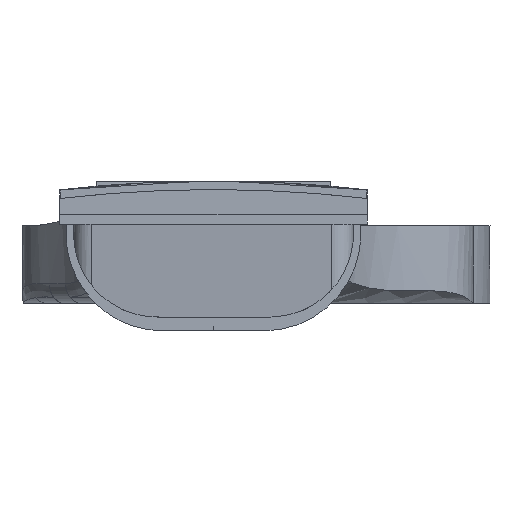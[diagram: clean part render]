
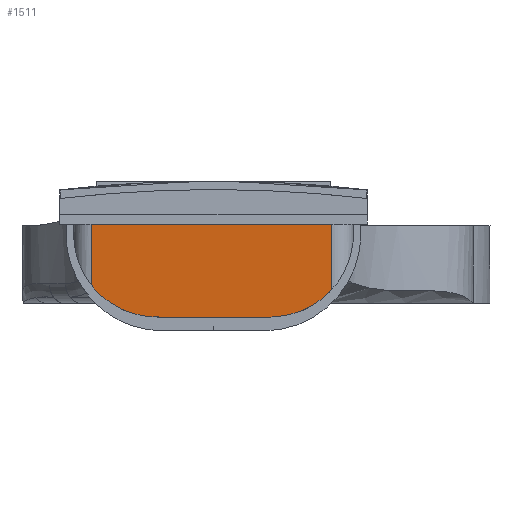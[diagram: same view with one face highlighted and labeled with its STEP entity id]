
A CAD part, left-side view. The second image highlights one B-rep face of the part: STEP entity #1511.
In plain terms, the highlighted face is planar.
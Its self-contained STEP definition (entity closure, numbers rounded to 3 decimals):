
#23 = CARTESIAN_POINT ( 'NONE',  ( 19.961, 482.608, 24.446 ) ) ;
#409 = EDGE_LOOP ( 'NONE', ( #4940, #8046, #5291, #7061 ) ) ;
#732 = CARTESIAN_POINT ( 'NONE',  ( 47.682, 485.521, 22.514 ) ) ;
#749 = EDGE_CURVE ( 'NONE', #10666, #12325, #13009, .T. ) ;
#1219 = CARTESIAN_POINT ( 'NONE',  ( 18.514, 482.456, 24.381 ) ) ;
#1511 = ADVANCED_FACE ( 'NONE', ( #6677 ), #2180, .F. ) ;
#1528 = CARTESIAN_POINT ( 'NONE',  ( 39.307, 484.641, 24.446 ) ) ;
#1869 = CARTESIAN_POINT ( 'NONE',  ( 42.21, 484.946, 24.332 ) ) ;
#2014 = VECTOR ( 'NONE', #11190, 1000. ) ;
#2180 = PLANE ( 'NONE',  #5991 ) ;
#2346 = CARTESIAN_POINT ( 'NONE',  ( 33.503, 484.031, 24.446 ) ) ;
#2420 = CARTESIAN_POINT ( 'NONE',  ( 19.719, 482.582, 24.445 ) ) ;
#2425 = VECTOR ( 'NONE', #11724, 1000. ) ;
#2871 = B_SPLINE_CURVE_WITH_KNOTS ( 'NONE', 3,
 ( #5716, #11604, #6837, #4813, #8027, #13922, #13780, #7131, #5794, #11383, #10272, #3531, #6912, #1219, #11680, #2420, #23, #3610, #6983, #4582, #8177, #13704, #12580, #2346, #11460, #13162, #1528, #11057, #2935, #9793, #14350, #4117, #1869, #6104, #14279, #7694, #13369, #10650, #732, #10009, #8676, #8754, #13235, #7558, #4254, #6441 ),
 .UNSPECIFIED., .F., .F.,
 ( 4, 2, 2, 2, 2, 2, 2, 2, 2, 1, 2, 2, 2, 1, 2, 2, 2, 2, 2, 2, 2, 2, 2, 4 ),
 ( 0.011, 0.014, 0.016, 0.017, 0.02, 0.022, 0.023, 0.025, 0.025, 0.026, 0.029, 0.035, 0.041, 0.044, 0.045, 0.046, 0.047, 0.048, 0.049, 0.052, 0.054, 0.055, 0.057, 0.058 ),
 .UNSPECIFIED. ) ;
#2935 = CARTESIAN_POINT ( 'NONE',  ( 40.274, 484.743, 24.448 ) ) ;
#2941 = DIRECTION ( 'NONE',  ( 0.995, 0.105, 0. ) ) ;
#3005 = EDGE_CURVE ( 'NONE', #9774, #10604, #3410, .T. ) ;
#3296 = CARTESIAN_POINT ( 'NONE',  ( 57.767, 486.582, 35.5 ) ) ;
#3410 = LINE ( 'NONE', #12160, #2014 ) ;
#3531 = CARTESIAN_POINT ( 'NONE',  ( 17.077, 482.305, 24.17 ) ) ;
#3610 = CARTESIAN_POINT ( 'NONE',  ( 20.444, 482.659, 24.446 ) ) ;
#4117 = CARTESIAN_POINT ( 'NONE',  ( 41.724, 484.895, 24.386 ) ) ;
#4254 = CARTESIAN_POINT ( 'NONE',  ( 51.108, 485.882, 19.858 ) ) ;
#4256 = CARTESIAN_POINT ( 'NONE',  ( 51.434, 485.916, 7.782 ) ) ;
#4582 = CARTESIAN_POINT ( 'NONE',  ( 22.863, 482.913, 24.446 ) ) ;
#4724 = CARTESIAN_POINT ( 'NONE',  ( 51.434, 485.916, 19.497 ) ) ;
#4813 = CARTESIAN_POINT ( 'NONE',  ( 10.5, 481.614, 21.081 ) ) ;
#4940 = ORIENTED_EDGE ( 'NONE', *, *, #7808, .F. ) ;
#5291 = ORIENTED_EDGE ( 'NONE', *, *, #13218, .T. ) ;
#5600 = CARTESIAN_POINT ( 'NONE',  ( 8.124, 481.364, 18.636 ) ) ;
#5716 = CARTESIAN_POINT ( 'NONE',  ( 8.124, 481.364, 18.636 ) ) ;
#5794 = CARTESIAN_POINT ( 'NONE',  ( 14.258, 482.008, 23.347 ) ) ;
#5991 = AXIS2_PLACEMENT_3D ( 'NONE', #3296, #6832, #12405 ) ;
#6104 = CARTESIAN_POINT ( 'NONE',  ( 43.168, 485.047, 24.178 ) ) ;
#6441 = CARTESIAN_POINT ( 'NONE',  ( 51.434, 485.916, 19.497 ) ) ;
#6677 = FACE_OUTER_BOUND ( 'NONE', #409, .T. ) ;
#6832 = DIRECTION ( 'NONE',  ( 0.105, -0.995, 0. ) ) ;
#6837 = CARTESIAN_POINT ( 'NONE',  ( 9.397, 481.498, 20.122 ) ) ;
#6912 = CARTESIAN_POINT ( 'NONE',  ( 17.555, 482.355, 24.256 ) ) ;
#6983 = CARTESIAN_POINT ( 'NONE',  ( 21.654, 482.786, 24.446 ) ) ;
#7061 = ORIENTED_EDGE ( 'NONE', *, *, #3005, .T. ) ;
#7131 = CARTESIAN_POINT ( 'NONE',  ( 13.372, 481.915, 22.948 ) ) ;
#7545 = VECTOR ( 'NONE', #2941, 1000. ) ;
#7558 = CARTESIAN_POINT ( 'NONE',  ( 50.763, 485.845, 20.205 ) ) ;
#7694 = CARTESIAN_POINT ( 'NONE',  ( 45.036, 485.243, 23.713 ) ) ;
#7808 = EDGE_CURVE ( 'NONE', #12325, #10604, #11896, .T. ) ;
#8027 = CARTESIAN_POINT ( 'NONE',  ( 10.884, 481.654, 21.384 ) ) ;
#8046 = ORIENTED_EDGE ( 'NONE', *, *, #749, .F. ) ;
#8177 = CARTESIAN_POINT ( 'NONE',  ( 25.765, 483.218, 24.446 ) ) ;
#8676 = CARTESIAN_POINT ( 'NONE',  ( 48.906, 485.65, 21.741 ) ) ;
#8754 = CARTESIAN_POINT ( 'NONE',  ( 49.677, 485.731, 21.164 ) ) ;
#9774 = VERTEX_POINT ( 'NONE', #4724 ) ;
#9793 = CARTESIAN_POINT ( 'NONE',  ( 40.758, 484.794, 24.441 ) ) ;
#10009 = CARTESIAN_POINT ( 'NONE',  ( 48.507, 485.608, 22.012 ) ) ;
#10272 = CARTESIAN_POINT ( 'NONE',  ( 16.124, 482.205, 23.95 ) ) ;
#10604 = VERTEX_POINT ( 'NONE', #4256 ) ;
#10650 = CARTESIAN_POINT ( 'NONE',  ( 47.253, 485.476, 22.748 ) ) ;
#10666 = VERTEX_POINT ( 'NONE', #5600 ) ;
#11057 = CARTESIAN_POINT ( 'NONE',  ( 40.032, 484.718, 24.446 ) ) ;
#11190 = DIRECTION ( 'NONE',  ( 0., 0., -1. ) ) ;
#11383 = CARTESIAN_POINT ( 'NONE',  ( 15.648, 482.155, 23.815 ) ) ;
#11460 = CARTESIAN_POINT ( 'NONE',  ( 36.405, 484.336, 24.446 ) ) ;
#11604 = CARTESIAN_POINT ( 'NONE',  ( 8.727, 481.427, 19.414 ) ) ;
#11680 = CARTESIAN_POINT ( 'NONE',  ( 18.995, 482.506, 24.421 ) ) ;
#11724 = DIRECTION ( 'NONE',  ( 0., 0., -1. ) ) ;
#11879 = CARTESIAN_POINT ( 'NONE',  ( 8.124, 481.364, 27.782 ) ) ;
#11896 = LINE ( 'NONE', #14360, #7545 ) ;
#12160 = CARTESIAN_POINT ( 'NONE',  ( 51.434, 485.916, 27.782 ) ) ;
#12325 = VERTEX_POINT ( 'NONE', #13702 ) ;
#12405 = DIRECTION ( 'NONE',  ( 0.995, 0.105, 0. ) ) ;
#12580 = CARTESIAN_POINT ( 'NONE',  ( 31.568, 483.828, 24.446 ) ) ;
#13009 = LINE ( 'NONE', #11879, #2425 ) ;
#13162 = CARTESIAN_POINT ( 'NONE',  ( 37.856, 484.489, 24.446 ) ) ;
#13218 = EDGE_CURVE ( 'NONE', #10666, #9774, #2871, .T. ) ;
#13235 = CARTESIAN_POINT ( 'NONE',  ( 50.048, 485.77, 20.857 ) ) ;
#13369 = CARTESIAN_POINT ( 'NONE',  ( 45.94, 485.338, 23.382 ) ) ;
#13702 = CARTESIAN_POINT ( 'NONE',  ( 8.124, 481.364, 7.782 ) ) ;
#13704 = CARTESIAN_POINT ( 'NONE',  ( 27.699, 483.421, 24.446 ) ) ;
#13780 = CARTESIAN_POINT ( 'NONE',  ( 12.102, 481.782, 22.22 ) ) ;
#13922 = CARTESIAN_POINT ( 'NONE',  ( 11.687, 481.738, 21.955 ) ) ;
#14279 = CARTESIAN_POINT ( 'NONE',  ( 43.64, 485.097, 24.078 ) ) ;
#14350 = CARTESIAN_POINT ( 'NONE',  ( 41., 484.819, 24.432 ) ) ;
#14360 = CARTESIAN_POINT ( 'NONE',  ( 57.767, 486.582, 7.782 ) ) ;
